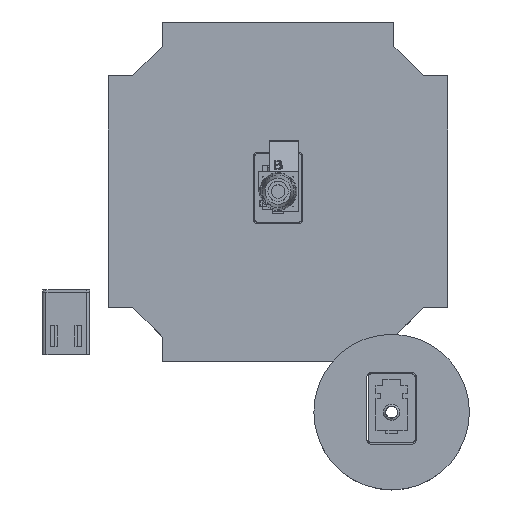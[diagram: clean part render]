
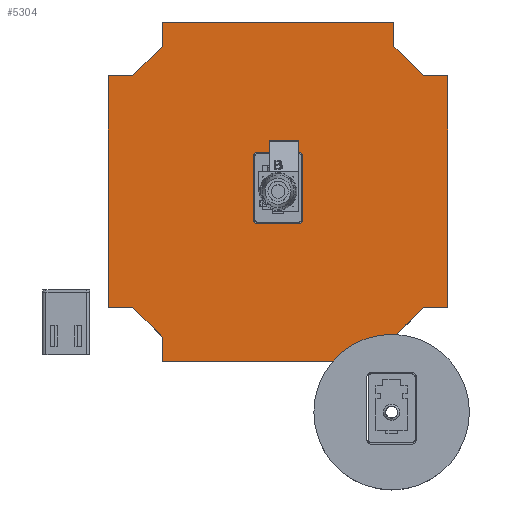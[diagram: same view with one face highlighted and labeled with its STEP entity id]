
A CAD part, top view. The second image highlights one B-rep face of the part: STEP entity #5304.
In plain terms, the highlighted planar face has unit normal (0, 0, 1).
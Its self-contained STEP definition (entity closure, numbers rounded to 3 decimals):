
#212=FACE_BOUND('',#762,.T.);
#275=PLANE('',#5760);
#467=FACE_OUTER_BOUND('',#761,.T.);
#761=EDGE_LOOP('',(#3753,#3754,#3755,#3756,#3757,#3758,#3759,#3760,#3761,
#3762,#3763,#3764,#3765,#3766,#3767,#3768));
#762=EDGE_LOOP('',(#3769,#3770,#3771,#3772,#3773,#3774,#3775,#3776));
#1062=LINE('',#7772,#1604);
#1066=LINE('',#7786,#1608);
#1070=LINE('',#7800,#1612);
#1074=LINE('',#7813,#1616);
#1084=LINE('',#7854,#1626);
#1088=LINE('',#7861,#1630);
#1091=LINE('',#7867,#1633);
#1094=LINE('',#7875,#1636);
#1097=LINE('',#7881,#1639);
#1101=LINE('',#7888,#1643);
#1104=LINE('',#7896,#1646);
#1108=LINE('',#7903,#1650);
#1111=LINE('',#7909,#1653);
#1114=LINE('',#7917,#1656);
#1117=LINE('',#7923,#1659);
#1121=LINE('',#7930,#1663);
#1123=LINE('',#7933,#1665);
#1125=LINE('',#7936,#1667);
#1126=LINE('',#7938,#1668);
#1127=LINE('',#7939,#1669);
#1604=VECTOR('',#6225,10.);
#1608=VECTOR('',#6239,10.);
#1612=VECTOR('',#6253,10.);
#1616=VECTOR('',#6267,10.);
#1626=VECTOR('',#6313,10.);
#1630=VECTOR('',#6319,10.);
#1633=VECTOR('',#6324,10.);
#1636=VECTOR('',#6329,10.);
#1639=VECTOR('',#6334,10.);
#1643=VECTOR('',#6340,10.);
#1646=VECTOR('',#6345,10.);
#1650=VECTOR('',#6351,10.);
#1653=VECTOR('',#6356,10.);
#1656=VECTOR('',#6361,10.);
#1659=VECTOR('',#6366,10.);
#1663=VECTOR('',#6372,10.);
#1665=VECTOR('',#6376,10.);
#1667=VECTOR('',#6380,10.);
#1668=VECTOR('',#6383,10.);
#1669=VECTOR('',#6384,10.);
#2144=CIRCLE('',#5711,0.7);
#2147=CIRCLE('',#5716,0.7);
#2150=CIRCLE('',#5721,0.7);
#2153=CIRCLE('',#5726,0.7);
#2344=VERTEX_POINT('',#7762);
#2345=VERTEX_POINT('',#7763);
#2348=VERTEX_POINT('',#7771);
#2351=VERTEX_POINT('',#7779);
#2353=VERTEX_POINT('',#7785);
#2356=VERTEX_POINT('',#7793);
#2358=VERTEX_POINT('',#7799);
#2361=VERTEX_POINT('',#7807);
#2374=VERTEX_POINT('',#7851);
#2375=VERTEX_POINT('',#7853);
#2377=VERTEX_POINT('',#7859);
#2379=VERTEX_POINT('',#7865);
#2382=VERTEX_POINT('',#7872);
#2383=VERTEX_POINT('',#7874);
#2385=VERTEX_POINT('',#7880);
#2387=VERTEX_POINT('',#7886);
#2390=VERTEX_POINT('',#7893);
#2391=VERTEX_POINT('',#7895);
#2393=VERTEX_POINT('',#7901);
#2395=VERTEX_POINT('',#7907);
#2398=VERTEX_POINT('',#7914);
#2399=VERTEX_POINT('',#7916);
#2401=VERTEX_POINT('',#7922);
#2403=VERTEX_POINT('',#7928);
#2850=EDGE_CURVE('',#2344,#2345,#2144,.T.);
#2854=EDGE_CURVE('',#2348,#2344,#1062,.T.);
#2858=EDGE_CURVE('',#2351,#2348,#2147,.T.);
#2861=EDGE_CURVE('',#2353,#2351,#1066,.T.);
#2865=EDGE_CURVE('',#2356,#2353,#2150,.T.);
#2868=EDGE_CURVE('',#2358,#2356,#1070,.T.);
#2872=EDGE_CURVE('',#2361,#2358,#2153,.T.);
#2875=EDGE_CURVE('',#2345,#2361,#1074,.T.);
#2894=EDGE_CURVE('',#2374,#2375,#1084,.T.);
#2898=EDGE_CURVE('',#2377,#2374,#1088,.T.);
#2901=EDGE_CURVE('',#2379,#2377,#1091,.T.);
#2904=EDGE_CURVE('',#2383,#2382,#1094,.T.);
#2907=EDGE_CURVE('',#2385,#2383,#1097,.T.);
#2911=EDGE_CURVE('',#2382,#2387,#1101,.T.);
#2914=EDGE_CURVE('',#2391,#2390,#1104,.T.);
#2918=EDGE_CURVE('',#2390,#2393,#1108,.T.);
#2921=EDGE_CURVE('',#2393,#2395,#1111,.T.);
#2924=EDGE_CURVE('',#2399,#2398,#1114,.T.);
#2927=EDGE_CURVE('',#2401,#2399,#1117,.T.);
#2931=EDGE_CURVE('',#2398,#2403,#1121,.T.);
#2933=EDGE_CURVE('',#2395,#2375,#1123,.T.);
#2935=EDGE_CURVE('',#2403,#2391,#1125,.T.);
#2936=EDGE_CURVE('',#2387,#2401,#1126,.T.);
#2937=EDGE_CURVE('',#2385,#2379,#1127,.T.);
#3753=ORIENTED_EDGE('',*,*,#2936,.T.);
#3754=ORIENTED_EDGE('',*,*,#2927,.T.);
#3755=ORIENTED_EDGE('',*,*,#2924,.T.);
#3756=ORIENTED_EDGE('',*,*,#2931,.T.);
#3757=ORIENTED_EDGE('',*,*,#2935,.T.);
#3758=ORIENTED_EDGE('',*,*,#2914,.T.);
#3759=ORIENTED_EDGE('',*,*,#2918,.T.);
#3760=ORIENTED_EDGE('',*,*,#2921,.T.);
#3761=ORIENTED_EDGE('',*,*,#2933,.T.);
#3762=ORIENTED_EDGE('',*,*,#2894,.F.);
#3763=ORIENTED_EDGE('',*,*,#2898,.F.);
#3764=ORIENTED_EDGE('',*,*,#2901,.F.);
#3765=ORIENTED_EDGE('',*,*,#2937,.F.);
#3766=ORIENTED_EDGE('',*,*,#2907,.T.);
#3767=ORIENTED_EDGE('',*,*,#2904,.T.);
#3768=ORIENTED_EDGE('',*,*,#2911,.T.);
#3769=ORIENTED_EDGE('',*,*,#2850,.T.);
#3770=ORIENTED_EDGE('',*,*,#2875,.T.);
#3771=ORIENTED_EDGE('',*,*,#2872,.T.);
#3772=ORIENTED_EDGE('',*,*,#2868,.T.);
#3773=ORIENTED_EDGE('',*,*,#2865,.T.);
#3774=ORIENTED_EDGE('',*,*,#2861,.T.);
#3775=ORIENTED_EDGE('',*,*,#2858,.T.);
#3776=ORIENTED_EDGE('',*,*,#2854,.T.);
#5304=ADVANCED_FACE('',(#467,#212),#275,.T.);
#5711=AXIS2_PLACEMENT_3D('',#7764,#6217,#6218);
#5716=AXIS2_PLACEMENT_3D('',#7780,#6232,#6233);
#5721=AXIS2_PLACEMENT_3D('',#7794,#6246,#6247);
#5726=AXIS2_PLACEMENT_3D('',#7808,#6260,#6261);
#5760=AXIS2_PLACEMENT_3D('',#7937,#6381,#6382);
#6217=DIRECTION('center_axis',(0.,0.,-1.));
#6218=DIRECTION('ref_axis',(1.,0.,0.));
#6225=DIRECTION('',(1.,0.,0.));
#6232=DIRECTION('center_axis',(0.,0.,-1.));
#6233=DIRECTION('ref_axis',(0.,1.,0.));
#6239=DIRECTION('',(0.,1.,0.));
#6246=DIRECTION('center_axis',(0.,0.,-1.));
#6247=DIRECTION('ref_axis',(-1.,0.,0.));
#6253=DIRECTION('',(-1.,0.,0.));
#6260=DIRECTION('center_axis',(0.,0.,-1.));
#6261=DIRECTION('ref_axis',(0.,-1.,0.));
#6267=DIRECTION('',(0.,-1.,0.));
#6313=DIRECTION('',(-1.,0.,0.));
#6319=DIRECTION('',(-0.707,0.707,0.));
#6324=DIRECTION('',(0.,1.,0.));
#6329=DIRECTION('',(0.707,0.707,0.));
#6334=DIRECTION('',(0.,1.,0.));
#6340=DIRECTION('',(1.,0.,0.));
#6345=DIRECTION('',(0.,-1.,0.));
#6351=DIRECTION('',(-0.707,-0.707,0.));
#6356=DIRECTION('',(-1.,0.,0.));
#6361=DIRECTION('',(-0.707,0.707,0.));
#6366=DIRECTION('',(-1.,0.,0.));
#6372=DIRECTION('',(0.,1.,0.));
#6376=DIRECTION('',(0.,-1.,0.));
#6380=DIRECTION('',(-1.,0.,0.));
#6381=DIRECTION('center_axis',(0.,0.,1.));
#6382=DIRECTION('ref_axis',(1.,0.,0.));
#6383=DIRECTION('',(0.,1.,0.));
#6384=DIRECTION('',(-1.,0.,0.));
#7762=CARTESIAN_POINT('',(-17.98,26.73,20.));
#7763=CARTESIAN_POINT('',(-17.28,26.03,20.));
#7764=CARTESIAN_POINT('Origin',(-17.98,26.03,20.));
#7771=CARTESIAN_POINT('',(-23.88,26.73,20.));
#7772=CARTESIAN_POINT('',(-10.869,26.73,20.));
#7779=CARTESIAN_POINT('',(-24.58,26.03,20.));
#7780=CARTESIAN_POINT('Origin',(-23.88,26.03,20.));
#7785=CARTESIAN_POINT('',(-24.58,16.93,20.));
#7786=CARTESIAN_POINT('',(-24.58,18.93,20.));
#7793=CARTESIAN_POINT('',(-23.88,16.23,20.));
#7794=CARTESIAN_POINT('Origin',(-23.88,16.93,20.));
#7799=CARTESIAN_POINT('',(-17.98,16.23,20.));
#7800=CARTESIAN_POINT('',(-7.919,16.23,20.));
#7807=CARTESIAN_POINT('',(-17.28,16.93,20.));
#7808=CARTESIAN_POINT('Origin',(-17.98,16.93,20.));
#7813=CARTESIAN_POINT('',(-17.28,23.48,20.));
#7851=CARTESIAN_POINT('',(-42.255,3.93,20.));
#7853=CARTESIAN_POINT('',(-45.83,3.93,20.));
#7854=CARTESIAN_POINT('',(-42.255,3.93,20.));
#7859=CARTESIAN_POINT('',(-37.93,-0.395,20.));
#7861=CARTESIAN_POINT('',(-37.93,-0.395,20.));
#7865=CARTESIAN_POINT('',(-37.93,-3.97,20.));
#7867=CARTESIAN_POINT('',(-37.93,-4.17,20.));
#7872=CARTESIAN_POINT('',(0.395,3.93,20.));
#7874=CARTESIAN_POINT('',(-3.971,-0.437,20.));
#7875=CARTESIAN_POINT('',(-3.971,-0.437,20.));
#7880=CARTESIAN_POINT('',(-3.971,-3.97,20.));
#7881=CARTESIAN_POINT('',(-3.971,-4.17,20.));
#7886=CARTESIAN_POINT('',(3.97,3.93,20.));
#7888=CARTESIAN_POINT('',(0.395,3.93,20.));
#7893=CARTESIAN_POINT('',(-37.93,42.255,20.));
#7895=CARTESIAN_POINT('',(-37.93,45.83,20.));
#7896=CARTESIAN_POINT('',(-37.93,46.03,20.));
#7901=CARTESIAN_POINT('',(-42.255,37.93,20.));
#7903=CARTESIAN_POINT('',(-37.93,42.255,20.));
#7907=CARTESIAN_POINT('',(-45.83,37.93,20.));
#7909=CARTESIAN_POINT('',(-42.255,37.93,20.));
#7914=CARTESIAN_POINT('',(-3.93,42.255,20.));
#7916=CARTESIAN_POINT('',(0.395,37.93,20.));
#7917=CARTESIAN_POINT('',(0.395,37.93,20.));
#7922=CARTESIAN_POINT('',(3.97,37.93,20.));
#7923=CARTESIAN_POINT('',(4.17,37.93,20.));
#7928=CARTESIAN_POINT('',(-3.93,45.83,20.));
#7930=CARTESIAN_POINT('',(-3.93,42.255,20.));
#7933=CARTESIAN_POINT('',(-45.83,37.93,20.));
#7936=CARTESIAN_POINT('',(-3.93,45.83,20.));
#7937=CARTESIAN_POINT('Origin',(2.141,20.93,20.));
#7938=CARTESIAN_POINT('',(3.97,3.93,20.));
#7939=CARTESIAN_POINT('',(-37.73,-3.97,20.));
